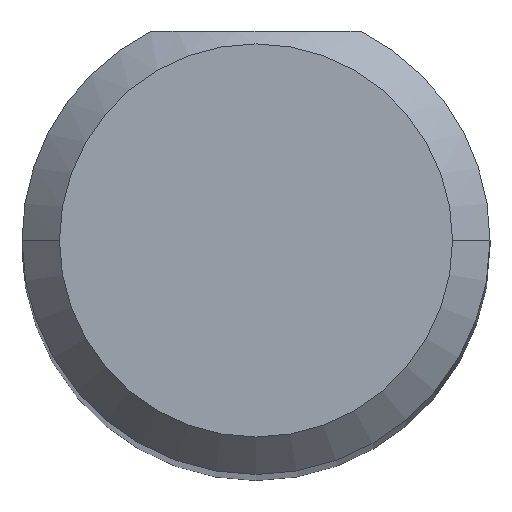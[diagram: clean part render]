
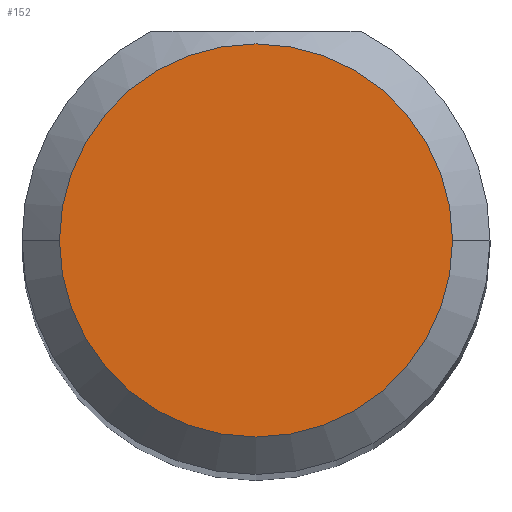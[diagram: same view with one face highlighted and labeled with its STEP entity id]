
A CAD part, top view. The second image highlights one B-rep face of the part: STEP entity #152.
In plain terms, the highlighted planar face has unit normal (0, 0, 1).
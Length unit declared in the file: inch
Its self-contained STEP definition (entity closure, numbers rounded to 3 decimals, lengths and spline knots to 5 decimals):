
#27 = VERTEX_POINT ( 'NONE', #422 ) ;
#35 = FACE_OUTER_BOUND ( 'NONE', #42, .T. ) ;
#42 = EDGE_LOOP ( 'NONE', ( #251, #113 ) ) ;
#113 = ORIENTED_EDGE ( 'NONE', *, *, #242, .F. ) ;
#152 = ADVANCED_FACE ( 'NONE', ( #35 ), #436, .T. ) ;
#199 = DIRECTION ( 'NONE',  ( -1., 0., 0. ) ) ;
#217 = VERTEX_POINT ( 'NONE', #266 ) ;
#242 = EDGE_CURVE ( 'NONE', #27, #217, #249, .T. ) ;
#249 = CIRCLE ( 'NONE', #479, 0.07875 ) ;
#251 = ORIENTED_EDGE ( 'NONE', *, *, #426, .F. ) ;
#265 = AXIS2_PLACEMENT_3D ( 'NONE', #305, #526, #567 ) ;
#266 = CARTESIAN_POINT ( 'NONE',  ( 0.45375, 0., 2. ) ) ;
#269 = CARTESIAN_POINT ( 'NONE',  ( 0.375, 0., 2. ) ) ;
#283 = DIRECTION ( 'NONE',  ( -1., 0., 0. ) ) ;
#305 = CARTESIAN_POINT ( 'NONE',  ( 0.375, 0., 2. ) ) ;
#320 = DIRECTION ( 'NONE',  ( 0., 0., -1. ) ) ;
#376 = CIRCLE ( 'NONE', #493, 0.07875 ) ;
#413 = DIRECTION ( 'NONE',  ( 0., 0., -1. ) ) ;
#422 = CARTESIAN_POINT ( 'NONE',  ( 0.29625, 0., 2. ) ) ;
#426 = EDGE_CURVE ( 'NONE', #217, #27, #376, .T. ) ;
#436 = PLANE ( 'NONE',  #265 ) ;
#461 = CARTESIAN_POINT ( 'NONE',  ( 0.375, 0., 2. ) ) ;
#479 = AXIS2_PLACEMENT_3D ( 'NONE', #269, #320, #283 ) ;
#493 = AXIS2_PLACEMENT_3D ( 'NONE', #461, #413, #199 ) ;
#526 = DIRECTION ( 'NONE',  ( 0., 0., 1. ) ) ;
#567 = DIRECTION ( 'NONE',  ( -1., 0., 0. ) ) ;
